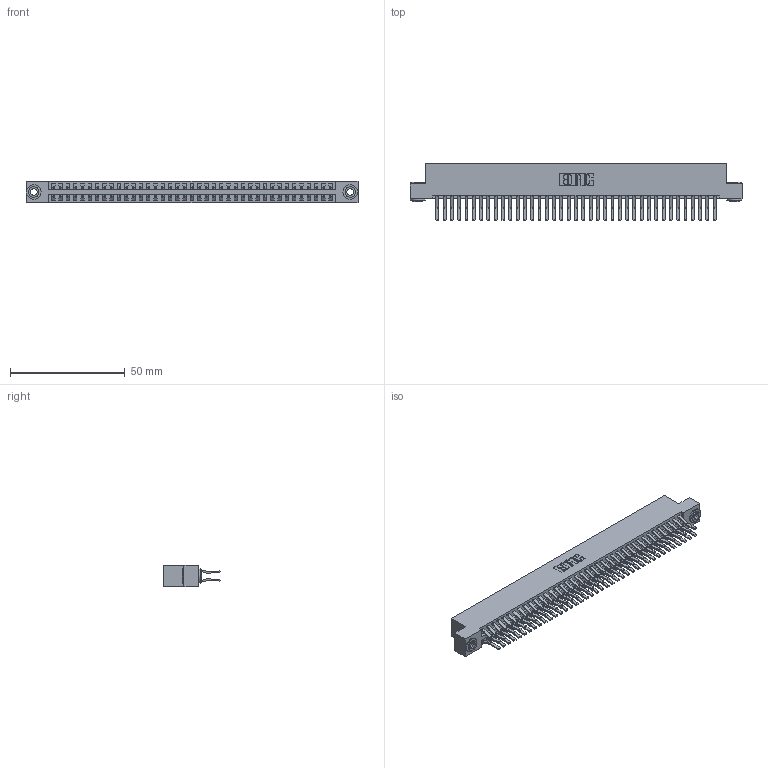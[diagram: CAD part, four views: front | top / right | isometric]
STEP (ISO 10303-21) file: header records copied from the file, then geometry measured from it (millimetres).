
FILE_DESCRIPTION (( 'STEP AP203' ), '1' );
FILE_NAME ('396-078-560-203.STEP', '2018-09-09T19:55:13', ( '' ), ( '' ), 'SwSTEP 2.0', 'SolidWorks 2016', '' );
FILE_SCHEMA (( 'CONFIG_CONTROL_DESIGN' ));
Length unit declared in the file: inch
Products named in the file (4): 346 Part_Flush Mounting Lugs - 0.156 Dia-TH; 345-292-001_560 Tail; 345-250-002_345-250-002-102; 396-078-560-203
Assembly tree (81 placements, depth 2):
  396-078-560-203
    346 Part_Flush Mounting Lugs - 0.156 Dia-TH
    345-292-001_560 Tail  x78
    345-250-002_345-250-002-102  x2
Bounding box: 144.4 x 24.78 x 9.4 mm (x, y, z)
Volume: 14588 mm3; surface area: 21583.3 mm2
Topology: 81 solids, 81 shells, 4372 faces, 12963 edges, 8534 vertices
Faces by surface type: plane 2816, cylinder 1548, cone 8
Entity records: 26594 total; most frequent: CARTESIAN_POINT 4363, ORIENTED_EDGE 4290, DIRECTION 3931, EDGE_CURVE 2145, VECTOR 1829, LINE 1829, VERTEX_POINT 1426, AXIS2_PLACEMENT_3D 1051
